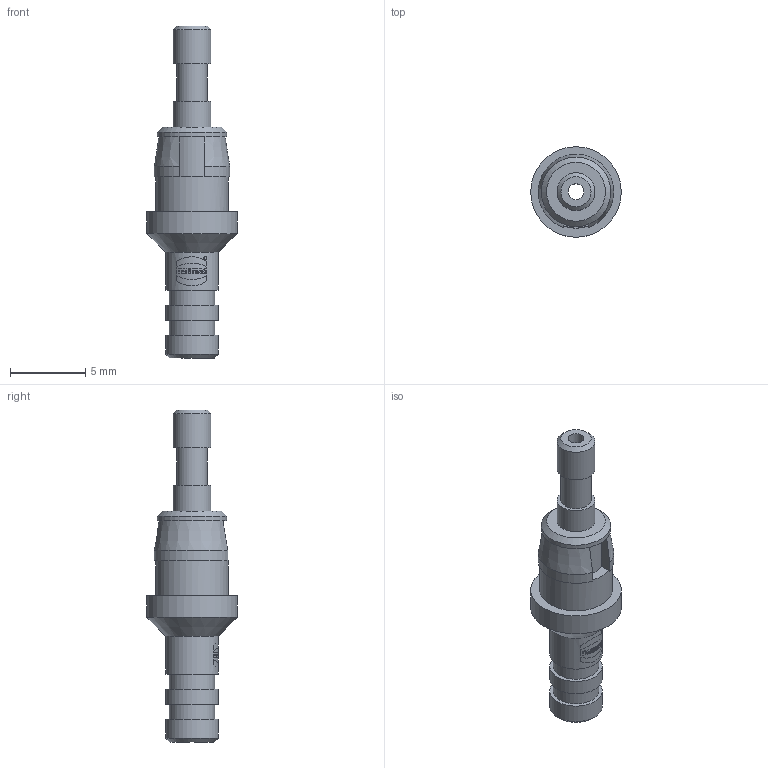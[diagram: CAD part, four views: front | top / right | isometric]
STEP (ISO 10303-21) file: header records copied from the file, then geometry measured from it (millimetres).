
FILE_DESCRIPTION(/* description */ (''),/* implementation_level */ '2;1');
FILE_NAME(/* name */ '100095405ugm000_c.stp',/* time_stamp */ '2017-10-24T09:15:00+02:00',/* author */ (''),/* organization */ (''),/* preprocessor_version */ 'ST-DEVELOPER v16',/* originating_system */ 'SIEMENS PLM Software NX 10.0',/* authorisation */ '');
FILE_SCHEMA (('AUTOMOTIVE_DESIGN { 1 0 10303 214 3 1 1 1 }'));
Length unit declared in the file: millimetre
Products named in the file (1): 100095405ugm000_c
Bounding box: 6 x 6 x 22 mm (x, y, z)
Volume: 178.4 mm3; surface area: 442.7 mm2
Topology: 1 solids, 1 shells, 48 faces, 220 edges, 276 vertices
Faces by surface type: cylinder 27, plane 15, cone 6
Full cylindrical faces by diameter (mm): 1.05 x1, 2 x1, 2.4 x1, 2.5 x2, 3 x2, 3.5 x3, 4.6 x1, 4.8 x1, 6 x1
Entity records: 3031 total; most frequent: CARTESIAN_POINT 1076, DIRECTION 295, ORIENTED_EDGE 240, EDGE_CURVE 120, VERTEX_POINT 113, AXIS2_PLACEMENT_3D 103, PRESENTATION_STYLE_ASSIGNMENT 94, EDGE_LOOP 89
